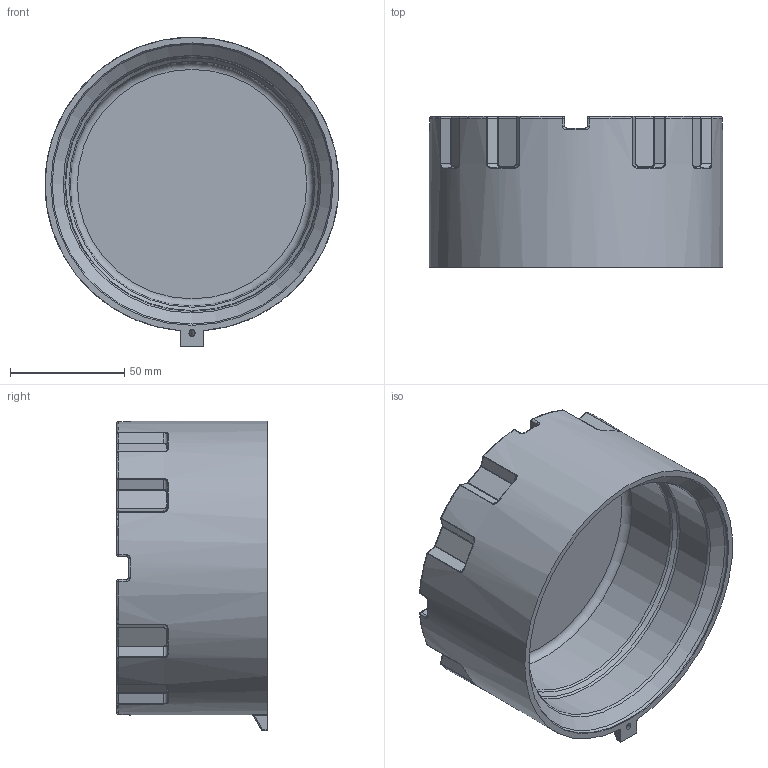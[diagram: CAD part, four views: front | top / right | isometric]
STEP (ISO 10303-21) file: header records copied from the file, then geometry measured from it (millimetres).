
FILE_DESCRIPTION(/* description */ (''),/* implementation_level */ '2;1');
FILE_NAME(/* name */ 'KIL_HFCX COVER.stp',/* time_stamp */ '2021-01-29T17:28:12+06:00',/* author */ ('kr'),/* organization */ (''),/* preprocessor_version */ 'ST-DEVELOPER v18',/* originating_system */ 'Autodesk Inventor 2020',/* authorisation */ '');
FILE_SCHEMA (('AUTOMOTIVE_DESIGN { 1 0 10303 214 3 1 1 }'));
Length unit declared in the file: inch
Products named in the file (1): 51637ABAM for web
Bounding box: 128.51 x 65.88 x 135.37 mm (x, y, z)
Volume: 292651 mm3; surface area: 71069.9 mm2
Topology: 1 solids, 1 shells, 319 faces, 742 edges, 394 vertices
Faces by surface type: cylinder 128, bspline 75, plane 51, torus 45, sphere 18, cone 2
Full cylindrical faces by diameter (mm): 2.642 x1, 106.68 x1, 111.506 x1, 123.444 x1, 128.524 x1
Entity records: 10793 total; most frequent: CARTESIAN_POINT 3865, DIRECTION 1494, ORIENTED_EDGE 1420, EDGE_CURVE 710, AXIS2_PLACEMENT_3D 623, VERTEX_POINT 394, EDGE_LOOP 322, FACE_OUTER_BOUND 319
